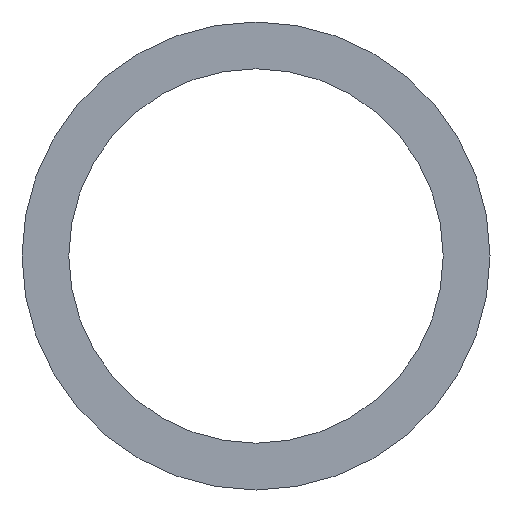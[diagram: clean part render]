
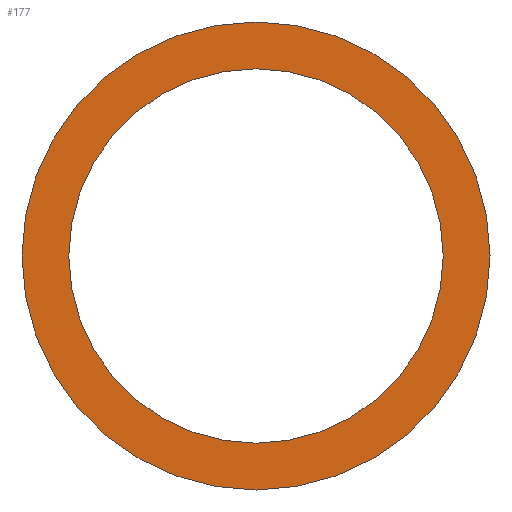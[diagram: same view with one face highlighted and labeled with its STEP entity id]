
A CAD part, front view. The second image highlights one B-rep face of the part: STEP entity #177.
In plain terms, the highlighted planar face has unit normal (0, -1, 0).
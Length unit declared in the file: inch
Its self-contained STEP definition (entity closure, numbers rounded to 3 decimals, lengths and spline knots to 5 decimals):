
#14 = CARTESIAN_POINT ( 'NONE',  ( 0., 0., 0. ) ) ;
#21 = AXIS2_PLACEMENT_3D ( 'NONE', #14, #34, #36 ) ;
#34 = DIRECTION ( 'NONE',  ( 0., 1., 0. ) ) ;
#36 = DIRECTION ( 'NONE',  ( 0., 0., 1. ) ) ;
#37 = AXIS2_PLACEMENT_3D ( 'NONE', #226, #186, #207 ) ;
#41 = VERTEX_POINT ( 'NONE', #77 ) ;
#49 = EDGE_CURVE ( 'NONE', #252, #238, #181, .T. ) ;
#58 = FACE_BOUND ( 'NONE', #140, .T. ) ;
#63 = EDGE_CURVE ( 'NONE', #238, #252, #111, .T. ) ;
#69 = FACE_OUTER_BOUND ( 'NONE', #218, .T. ) ;
#72 = CIRCLE ( 'NONE', #37, 0.1875 ) ;
#77 = CARTESIAN_POINT ( 'NONE',  ( 0., 0., 0.1875 ) ) ;
#79 = CIRCLE ( 'NONE', #179, 0.1875 ) ;
#92 = CARTESIAN_POINT ( 'NONE',  ( 0., 0., 0. ) ) ;
#102 = AXIS2_PLACEMENT_3D ( 'NONE', #92, #112, #106 ) ;
#106 = DIRECTION ( 'NONE',  ( 0., 0., 1. ) ) ;
#111 = CIRCLE ( 'NONE', #102, 0.15 ) ;
#112 = DIRECTION ( 'NONE',  ( 0., 1., 0. ) ) ;
#131 = EDGE_CURVE ( 'NONE', #133, #41, #79, .T. ) ;
#133 = VERTEX_POINT ( 'NONE', #240 ) ;
#140 = EDGE_LOOP ( 'NONE', ( #145, #146 ) ) ;
#141 = ORIENTED_EDGE ( 'NONE', *, *, #131, .F. ) ;
#143 = ORIENTED_EDGE ( 'NONE', *, *, #148, .F. ) ;
#145 = ORIENTED_EDGE ( 'NONE', *, *, #49, .T. ) ;
#146 = ORIENTED_EDGE ( 'NONE', *, *, #63, .T. ) ;
#148 = EDGE_CURVE ( 'NONE', #41, #133, #72, .T. ) ;
#150 = AXIS2_PLACEMENT_3D ( 'NONE', #245, #216, #211 ) ;
#160 = CARTESIAN_POINT ( 'NONE',  ( 0., 0., -0.15 ) ) ;
#172 = CARTESIAN_POINT ( 'NONE',  ( 0., 0., 0.15 ) ) ;
#177 = ADVANCED_FACE ( 'NONE', ( #69, #58 ), #217, .F. ) ;
#179 = AXIS2_PLACEMENT_3D ( 'NONE', #210, #231, #214 ) ;
#181 = CIRCLE ( 'NONE', #21, 0.15 ) ;
#186 = DIRECTION ( 'NONE',  ( 0., 1., 0. ) ) ;
#207 = DIRECTION ( 'NONE',  ( 0., 0., 1. ) ) ;
#210 = CARTESIAN_POINT ( 'NONE',  ( 0., 0., 0. ) ) ;
#211 = DIRECTION ( 'NONE',  ( 0., 0., 1. ) ) ;
#214 = DIRECTION ( 'NONE',  ( 0., 0., 1. ) ) ;
#216 = DIRECTION ( 'NONE',  ( 0., 1., 0. ) ) ;
#217 = PLANE ( 'NONE',  #150 ) ;
#218 = EDGE_LOOP ( 'NONE', ( #141, #143 ) ) ;
#226 = CARTESIAN_POINT ( 'NONE',  ( 0., 0., 0. ) ) ;
#231 = DIRECTION ( 'NONE',  ( 0., 1., 0. ) ) ;
#238 = VERTEX_POINT ( 'NONE', #172 ) ;
#240 = CARTESIAN_POINT ( 'NONE',  ( 0., 0., -0.1875 ) ) ;
#245 = CARTESIAN_POINT ( 'NONE',  ( 0., 0., 0. ) ) ;
#252 = VERTEX_POINT ( 'NONE', #160 ) ;
